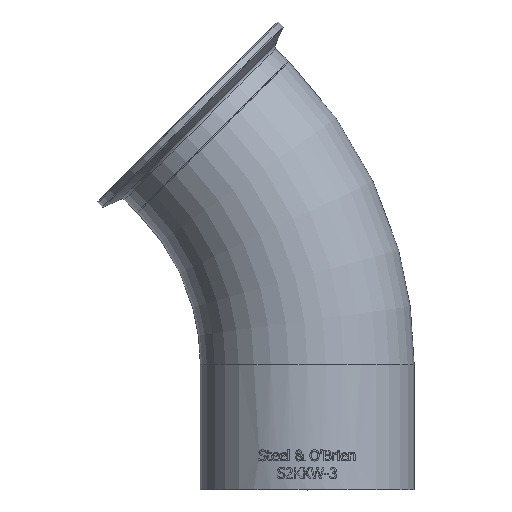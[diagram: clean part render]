
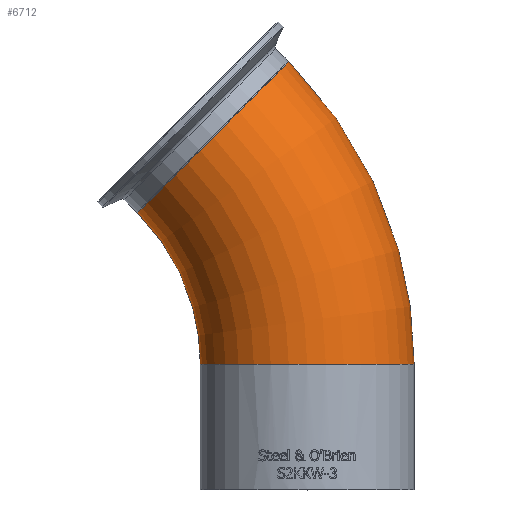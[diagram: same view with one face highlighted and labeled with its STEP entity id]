
A CAD part, top view. The second image highlights one B-rep face of the part: STEP entity #6712.
In plain terms, the highlighted toroidal (fillet/blend) face has major radius 114.3 mm and minor radius 38.1 mm.
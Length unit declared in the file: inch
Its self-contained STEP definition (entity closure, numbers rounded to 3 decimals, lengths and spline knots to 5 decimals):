
#26=TOROIDAL_SURFACE('',#7109,4.5,1.5);
#133=FACE_BOUND('',#1211,.T.);
#797=FACE_OUTER_BOUND('',#1210,.T.);
#1210=EDGE_LOOP('',(#5956));
#1211=EDGE_LOOP('',(#5957));
#2154=CIRCLE('',#7054,1.5);
#2177=CIRCLE('',#7102,1.5);
#3118=VERTEX_POINT('',#14327);
#3141=VERTEX_POINT('',#14398);
#4056=EDGE_CURVE('',#3118,#3118,#2154,.T.);
#4079=EDGE_CURVE('',#3141,#3141,#2177,.T.);
#5956=ORIENTED_EDGE('',*,*,#4056,.T.);
#5957=ORIENTED_EDGE('',*,*,#4079,.T.);
#6712=ADVANCED_FACE('',(#797,#133),#26,.T.);
#7054=AXIS2_PLACEMENT_3D('',#14328,#8196,#8197);
#7102=AXIS2_PLACEMENT_3D('',#14399,#8292,#8293);
#7109=AXIS2_PLACEMENT_3D('',#14408,#8306,#8307);
#8196=DIRECTION('center_axis',(0.,1.,0.));
#8197=DIRECTION('ref_axis',(-1.,0.,0.));
#8292=DIRECTION('center_axis',(0.707,-0.707,0.));
#8293=DIRECTION('ref_axis',(-0.707,-0.707,0.));
#8306=DIRECTION('center_axis',(0.,0.,
-1.));
#8307=DIRECTION('ref_axis',(-0.707,0.707,0.));
#14327=CARTESIAN_POINT('',(0.,1.76103,1.5));
#14328=CARTESIAN_POINT('Origin',(0.,1.76103,0.));
#14398=CARTESIAN_POINT('',(-0.25736,6.00367,0.));
#14399=CARTESIAN_POINT('Origin',(-1.31802,4.94301,0.));
#14408=CARTESIAN_POINT('Origin',(-4.5,1.76103,0.));
